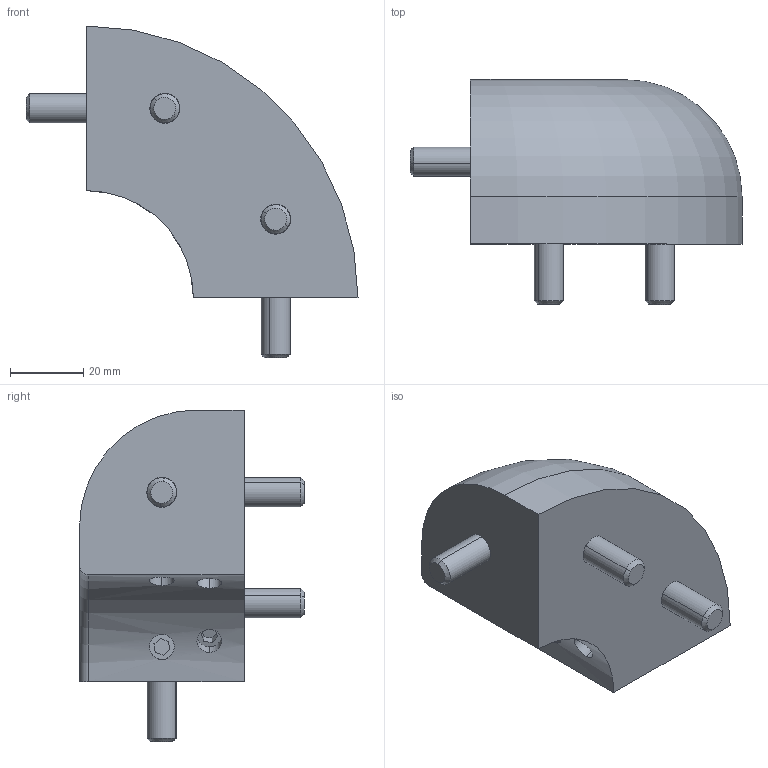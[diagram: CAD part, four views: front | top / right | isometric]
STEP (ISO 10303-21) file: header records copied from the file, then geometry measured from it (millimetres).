
FILE_DESCRIPTION (( 'STEP AP203' ), '1' );
FILE_NAME ('084.310.026.STEP', '2018-03-12T11:09:16', ( '' ), ( '' ), 'SwSTEP 2.0', 'SolidWorks 2016', '' );
FILE_SCHEMA (( 'CONFIG_CONTROL_DESIGN' ));
Length unit declared in the file: millimetre
Products named in the file (4): 084.310.026L_Default<A macchina>; 084.310.026; GRANI A PUNTA CONICA UNI 5927_M8x20 UNI 5927; 203208
Assembly tree (9 placements, depth 2):
  084.310.026
    084.310.026L_Default<A macchina>
    203208  x4
    GRANI A PUNTA CONICA UNI 5927_M8x20 UNI 5927  x4
Bounding box: 90.75 x 61.5 x 90.75 mm (x, y, z)
Volume: 140933.4 mm3; surface area: 27049.5 mm2
Topology: 9 solids, 9 shells, 164 faces, 355 edges, 202 vertices
Faces by surface type: cylinder 50, cone 48, plane 48, torus 18
Entity records: 3087 total; most frequent: CARTESIAN_POINT 918, DIRECTION 351, ORIENTED_EDGE 322, EDGE_CURVE 161, AXIS2_PLACEMENT_3D 137, VERTEX_POINT 94, EDGE_LOOP 81, VECTOR 77
